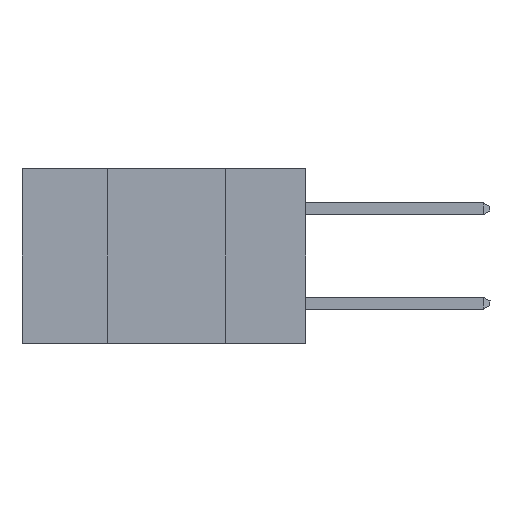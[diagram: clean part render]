
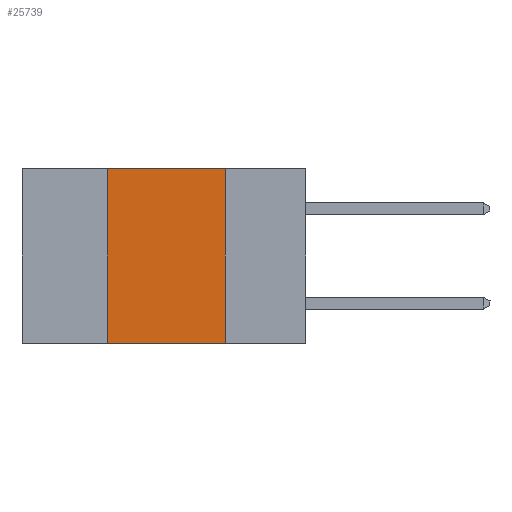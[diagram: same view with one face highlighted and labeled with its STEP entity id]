
A CAD part, left-side view. The second image highlights one B-rep face of the part: STEP entity #25739.
In plain terms, the highlighted planar face has unit normal (-1, 0, 0).
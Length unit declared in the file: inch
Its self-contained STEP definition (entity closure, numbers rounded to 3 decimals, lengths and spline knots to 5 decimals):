
#10 = CARTESIAN_POINT ( 'NONE',  ( 0., 0.42, -0.37 ) ) ;
#128 = VERTEX_POINT ( 'NONE', #25602 ) ;
#3232 = VECTOR ( 'NONE', #10931, 39.37008 ) ;
#3681 = PLANE ( 'NONE',  #17413 ) ;
#7164 = DIRECTION ( 'NONE',  ( 0., 0., -1. ) ) ;
#7672 = VERTEX_POINT ( 'NONE', #22144 ) ;
#8008 = LINE ( 'NONE', #18585, #3232 ) ;
#8941 = LINE ( 'NONE', #27192, #27178 ) ;
#9102 = DIRECTION ( 'NONE',  ( 1., 0., 0. ) ) ;
#9296 = LINE ( 'NONE', #27935, #31063 ) ;
#9836 = DIRECTION ( 'NONE',  ( 0., -1., 0. ) ) ;
#10137 = EDGE_LOOP ( 'NONE', ( #16857, #29900, #26342, #19506 ) ) ;
#10151 = VECTOR ( 'NONE', #9836, 39.37008 ) ;
#10931 = DIRECTION ( 'NONE',  ( 0., -1., 0. ) ) ;
#14084 = CARTESIAN_POINT ( 'NONE',  ( 0., 0.6, 0. ) ) ;
#14702 = CARTESIAN_POINT ( 'NONE',  ( 0., 0.6, -0.37 ) ) ;
#15866 = CARTESIAN_POINT ( 'NONE',  ( 0., 0.17, 0. ) ) ;
#16857 = ORIENTED_EDGE ( 'NONE', *, *, #29535, .F. ) ;
#17413 = AXIS2_PLACEMENT_3D ( 'NONE', #14084, #9102, #24700 ) ;
#17894 = FACE_OUTER_BOUND ( 'NONE', #10137, .T. ) ;
#18505 = VERTEX_POINT ( 'NONE', #10 ) ;
#18585 = CARTESIAN_POINT ( 'NONE',  ( 0., 0.6, 0. ) ) ;
#19506 = ORIENTED_EDGE ( 'NONE', *, *, #30053, .T. ) ;
#20360 = DIRECTION ( 'NONE',  ( 0., 0., 1. ) ) ;
#22144 = CARTESIAN_POINT ( 'NONE',  ( 0., 0.42, 0. ) ) ;
#24700 = DIRECTION ( 'NONE',  ( 0., 0., -1. ) ) ;
#25602 = CARTESIAN_POINT ( 'NONE',  ( 0., 0.17, -0.37 ) ) ;
#25739 = ADVANCED_FACE ( 'NONE', ( #17894 ), #3681, .F. ) ;
#26237 = EDGE_CURVE ( 'NONE', #7672, #32251, #8008, .T. ) ;
#26342 = ORIENTED_EDGE ( 'NONE', *, *, #30743, .F. ) ;
#27178 = VECTOR ( 'NONE', #7164, 39.37008 ) ;
#27192 = CARTESIAN_POINT ( 'NONE',  ( 0., 0.17, 0. ) ) ;
#27935 = CARTESIAN_POINT ( 'NONE',  ( 0., 0.42, 0. ) ) ;
#29535 = EDGE_CURVE ( 'NONE', #32251, #128, #8941, .T. ) ;
#29896 = LINE ( 'NONE', #14702, #10151 ) ;
#29900 = ORIENTED_EDGE ( 'NONE', *, *, #26237, .F. ) ;
#30053 = EDGE_CURVE ( 'NONE', #18505, #128, #29896, .T. ) ;
#30743 = EDGE_CURVE ( 'NONE', #18505, #7672, #9296, .T. ) ;
#31063 = VECTOR ( 'NONE', #20360, 39.37008 ) ;
#32251 = VERTEX_POINT ( 'NONE', #15866 ) ;
